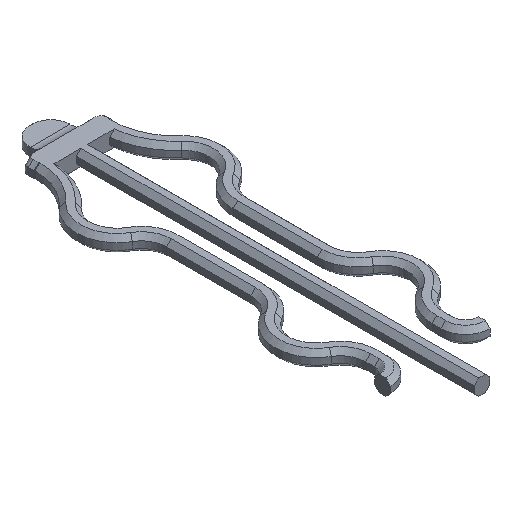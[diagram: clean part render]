
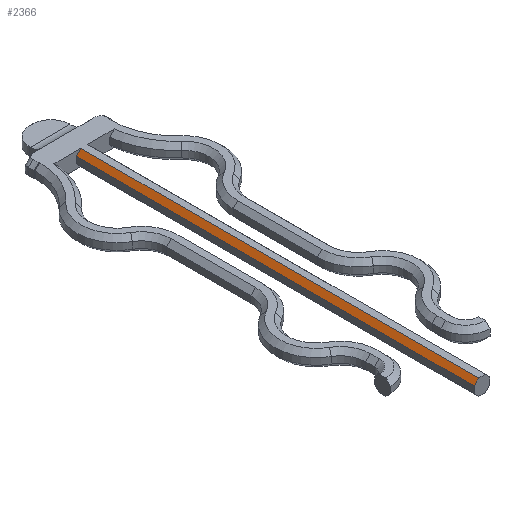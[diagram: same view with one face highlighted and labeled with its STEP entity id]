
A CAD part, isometric view. The second image highlights one B-rep face of the part: STEP entity #2366.
In plain terms, the highlighted planar face has unit normal (-0.707, 0, 0.707).
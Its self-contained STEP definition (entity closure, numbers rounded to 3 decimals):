
#95=PLANE('',#2598);
#160=FACE_OUTER_BOUND('',#307,.T.);
#307=EDGE_LOOP('',(#1825,#1826,#1827,#1828));
#578=LINE('',#3641,#787);
#589=LINE('',#3927,#798);
#620=LINE('',#4321,#829);
#631=LINE('',#4362,#840);
#787=VECTOR('',#2836,10.);
#798=VECTOR('',#2881,10.);
#829=VECTOR('',#3028,10.);
#840=VECTOR('',#3055,10.);
#1022=VERTEX_POINT('',#3638);
#1023=VERTEX_POINT('',#3640);
#1052=VERTEX_POINT('',#3925);
#1128=VERTEX_POINT('',#4320);
#1250=EDGE_CURVE('',#1022,#1023,#578,.T.);
#1284=EDGE_CURVE('',#1022,#1052,#589,.T.);
#1372=EDGE_CURVE('',#1052,#1128,#620,.T.);
#1390=EDGE_CURVE('',#1023,#1128,#631,.T.);
#1825=ORIENTED_EDGE('',*,*,#1372,.T.);
#1826=ORIENTED_EDGE('',*,*,#1390,.F.);
#1827=ORIENTED_EDGE('',*,*,#1250,.F.);
#1828=ORIENTED_EDGE('',*,*,#1284,.T.);
#2366=ADVANCED_FACE('',(#160),#95,.T.);
#2598=AXIS2_PLACEMENT_3D('',#4361,#3053,#3054);
#2836=DIRECTION('',(-0.707,0.,-0.707));
#2881=DIRECTION('',(0.,1.,0.));
#3028=DIRECTION('',(-0.707,0.,-0.707));
#3053=DIRECTION('center_axis',(-0.707,0.,
0.707));
#3054=DIRECTION('ref_axis',(0.707,0.,0.707));
#3055=DIRECTION('',(0.,1.,0.));
#3638=CARTESIAN_POINT('',(-0.497,-10.,1.201));
#3640=CARTESIAN_POINT('',(-1.201,-10.,0.497));
#3641=CARTESIAN_POINT('',(-1.201,-10.,0.497));
#3925=CARTESIAN_POINT('',(-0.497,50.,1.201));
#3927=CARTESIAN_POINT('',(-0.497,0.,1.201));
#4320=CARTESIAN_POINT('',(-1.201,50.,0.497));
#4321=CARTESIAN_POINT('',(0.775,50.,2.474));
#4361=CARTESIAN_POINT('Origin',(-1.201,0.,0.497));
#4362=CARTESIAN_POINT('',(-1.201,0.,0.497));
